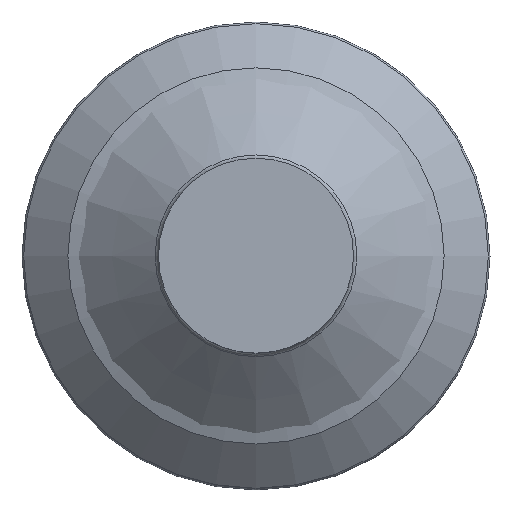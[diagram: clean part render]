
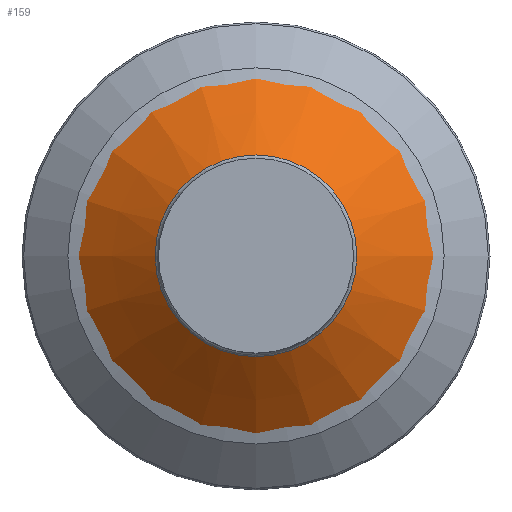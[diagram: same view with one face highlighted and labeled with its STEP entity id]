
A CAD part, top view. The second image highlights one B-rep face of the part: STEP entity #159.
In plain terms, the highlighted conical face has half-angle 50 degrees and reference radius 25 mm.
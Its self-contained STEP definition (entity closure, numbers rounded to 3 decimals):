
#121=CONICAL_SURFACE('',#290,25.,50.);
#131=FACE_BOUND('',#181,.T.);
#132=FACE_BOUND('',#182,.T.);
#159=ADVANCED_FACE('',(#131,#132),#121,.T.);
#181=EDGE_LOOP('',(#211));
#182=EDGE_LOOP('',(#212));
#211=ORIENTED_EDGE('',*,*,#255,.T.);
#212=ORIENTED_EDGE('',*,*,#256,.T.);
#240=VERTEX_POINT('',#387);
#241=VERTEX_POINT('',#389);
#255=EDGE_CURVE('',#240,#240,#270,.T.);
#256=EDGE_CURVE('',#241,#241,#271,.T.);
#270=CIRCLE('',#288,59.24);
#271=CIRCLE('',#289,25.857);
#288=AXIS2_PLACEMENT_3D('',#386,#325,#326);
#289=AXIS2_PLACEMENT_3D('',#388,#327,#328);
#290=AXIS2_PLACEMENT_3D('',#390,#329,#330);
#325=DIRECTION('',(0.,0.,1.));
#326=DIRECTION('',(-1.,0.,0.));
#327=DIRECTION('',(0.,0.,-1.));
#328=DIRECTION('',(1.,0.,0.));
#329=DIRECTION('',(0.,0.,-1.));
#330=DIRECTION('',(1.,0.,0.));
#386=CARTESIAN_POINT('',(0.,0.,-47.752));
#387=CARTESIAN_POINT('',(-59.24,0.,-47.752));
#388=CARTESIAN_POINT('',(0.,0.,-19.741));
#389=CARTESIAN_POINT('',(25.857,0.,-19.741));
#390=CARTESIAN_POINT('',(0.,0.,-19.021));
